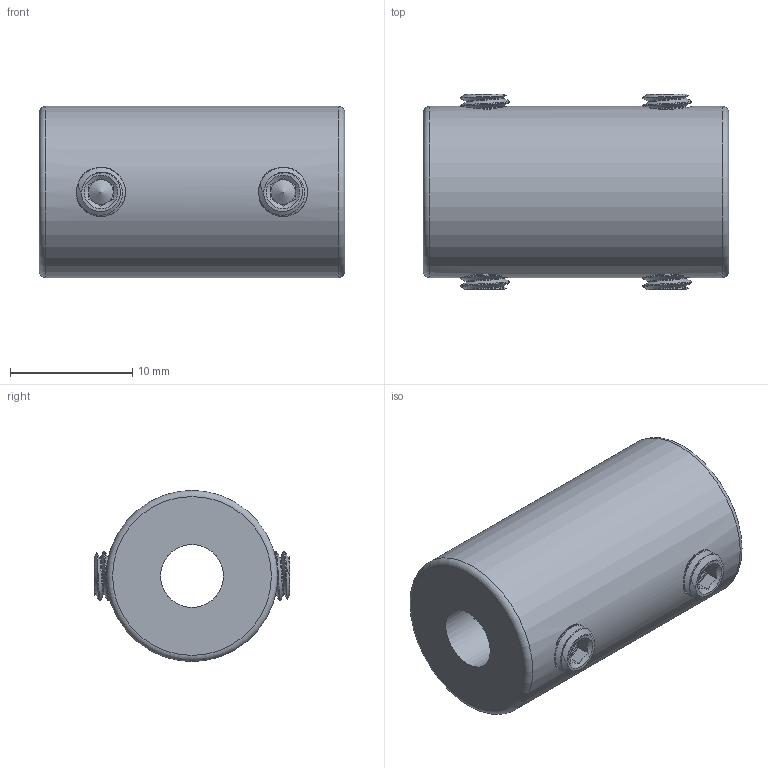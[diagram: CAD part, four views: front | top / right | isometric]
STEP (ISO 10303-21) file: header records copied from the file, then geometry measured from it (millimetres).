
FILE_DESCRIPTION(/* description */ (''),/* implementation_level */ '2;1');
FILE_NAME(/* name */ 'Shaft Coupler_5 - 8 mm.step',/* time_stamp */ '2021-03-31T21:35:54-06:00',/* author */ (''),/* organization */ (''),/* preprocessor_version */ 'ST-DEVELOPER v18.1',/* originating_system */ 'Autodesk Translation Framework v9.10.0.1330',/* authorisation */ '');
FILE_SCHEMA (('AUTOMOTIVE_DESIGN { 1 0 10303 214 3 1 1 }'));
Length unit declared in the file: millimetre
Products named in the file (3): Shaft Coupler_5 - 8 mm; Shaft Coupler; M4 x 4mm Cup-Point Set Screw
Assembly tree (5 placements, depth 2):
  Shaft Coupler_5 - 8 mm
    Shaft Coupler
    M4 x 4mm Cup-Point Set Screw  x4
Bounding box: 25 x 16 x 14 mm (x, y, z)
Volume: 2895.9 mm3; surface area: 2455.6 mm2
Topology: 5 solids, 5 shells, 252 faces, 718 edges, 471 vertices
Faces by surface type: cylinder 133, plane 61, bspline 36, cone 20, torus 2
Full cylindrical faces by diameter (mm): 3.091 x16, 3.529 x14, 4 x12, 4.086 x10, 5.15 x1, 8 x1, 14 x1
Entity records: 11158 total; most frequent: CARTESIAN_POINT 7547, ORIENTED_EDGE 934, EDGE_CURVE 467, DIRECTION 429, B_SPLINE_CURVE_WITH_KNOTS 321, VERTEX_POINT 312, EDGE_LOOP 169, AXIS2_PLACEMENT_3D 165
